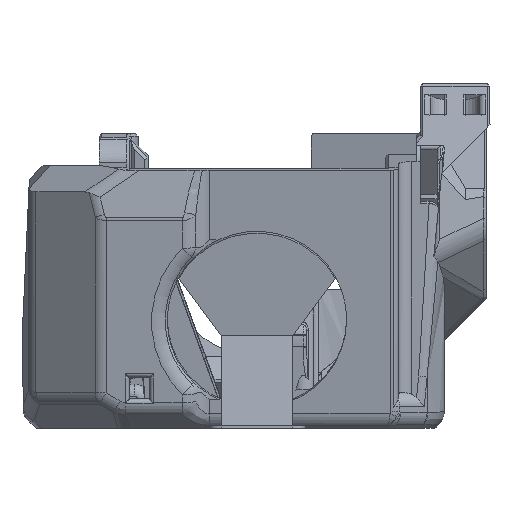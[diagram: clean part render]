
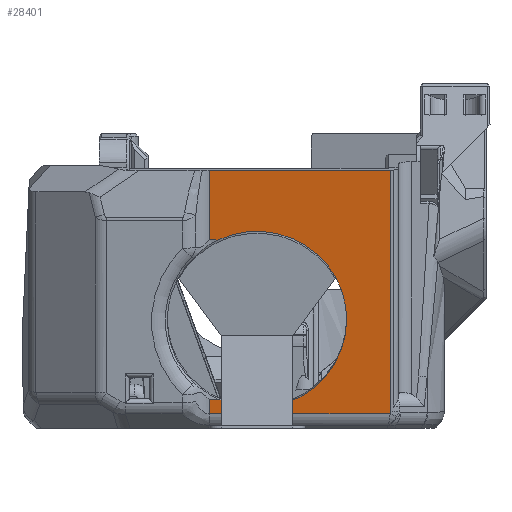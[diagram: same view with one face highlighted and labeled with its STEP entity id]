
A CAD part, left-side view. The second image highlights one B-rep face of the part: STEP entity #28401.
In plain terms, the highlighted planar face has unit normal (-0.985, 0, -0.174).
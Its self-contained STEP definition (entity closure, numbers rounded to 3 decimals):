
#639=ELLIPSE('',#30650,1.92,1.);
#1246=B_SPLINE_CURVE_WITH_KNOTS('',3,(#48675,#48676,#48677,#48678),
 .UNSPECIFIED.,.F.,.F.,(4,4),(0.,0.001),.UNSPECIFIED.);
#1254=B_SPLINE_CURVE_WITH_KNOTS('',3,(#48827,#48828,#48829,#48830),
 .UNSPECIFIED.,.F.,.F.,(4,4),(0.,0.001),.UNSPECIFIED.);
#2135=CIRCLE('',#30651,14.);
#7012=ORIENTED_EDGE('',*,*,#13899,.T.);
#7013=ORIENTED_EDGE('',*,*,#13965,.T.);
#7014=ORIENTED_EDGE('',*,*,#13963,.F.);
#7015=ORIENTED_EDGE('',*,*,#13966,.F.);
#7016=ORIENTED_EDGE('',*,*,#13967,.T.);
#7017=ORIENTED_EDGE('',*,*,#13968,.T.);
#7018=ORIENTED_EDGE('',*,*,#13969,.T.);
#7019=ORIENTED_EDGE('',*,*,#13902,.T.);
#7020=ORIENTED_EDGE('',*,*,#13900,.T.);
#13899=EDGE_CURVE('',#17458,#17530,#19891,.T.);
#13900=EDGE_CURVE('',#17531,#17458,#19892,.F.);
#13902=EDGE_CURVE('',#17532,#17531,#1246,.T.);
#13963=EDGE_CURVE('',#17573,#17574,#19936,.F.);
#13965=EDGE_CURVE('',#17530,#17574,#639,.F.);
#13966=EDGE_CURVE('',#17575,#17573,#19937,.T.);
#13967=EDGE_CURVE('',#17575,#17576,#19938,.F.);
#13968=EDGE_CURVE('',#17576,#17577,#1254,.F.);
#13969=EDGE_CURVE('',#17577,#17532,#2135,.T.);
#17458=VERTEX_POINT('',#48392);
#17530=VERTEX_POINT('',#48642);
#17531=VERTEX_POINT('',#48646);
#17532=VERTEX_POINT('',#48679);
#17573=VERTEX_POINT('',#48817);
#17574=VERTEX_POINT('',#48819);
#17575=VERTEX_POINT('',#48824);
#17576=VERTEX_POINT('',#48826);
#17577=VERTEX_POINT('',#48831);
#19891=LINE('',#48643,#22272);
#19892=LINE('',#48645,#22273);
#19936=LINE('',#48818,#22317);
#19937=LINE('',#48823,#22318);
#19938=LINE('',#48825,#22319);
#22272=VECTOR('',#35646,1000.);
#22273=VECTOR('',#35649,1000.);
#22317=VECTOR('',#35741,1000.);
#22318=VECTOR('',#35748,1000.);
#22319=VECTOR('',#35749,1000.);
#24054=EDGE_LOOP('',(#7012,#7013,#7014,#7015,#7016,#7017,#7018,#7019,#7020));
#25830=FACE_BOUND('',#24054,.T.);
#27235=PLANE('',#30649);
#28401=ADVANCED_FACE('',(#25830),#27235,.F.);
#30649=AXIS2_PLACEMENT_3D('',#48821,#35744,#35745);
#30650=AXIS2_PLACEMENT_3D('',#48822,#35746,#35747);
#30651=AXIS2_PLACEMENT_3D('',#48832,#35750,#35751);
#35646=DIRECTION('',(0.,-1.,0.));
#35649=DIRECTION('',(-0.174,0.,0.985));
#35741=DIRECTION('',(-0.174,0.,0.985));
#35744=DIRECTION('',(0.985,0.,0.174));
#35745=DIRECTION('',(-0.174,0.,0.985));
#35746=DIRECTION('',(0.985,0.,0.174));
#35747=DIRECTION('',(0.126,-0.686,-0.716));
#35748=DIRECTION('',(0.,-1.,0.));
#35749=DIRECTION('',(-0.174,0.,0.985));
#35750=DIRECTION('',(0.985,0.,0.174));
#35751=DIRECTION('',(-0.174,0.,0.985));
#48392=CARTESIAN_POINT('',(-27.864,12.27,2.262));
#48642=CARTESIAN_POINT('',(-27.864,-15.951,2.262));
#48643=CARTESIAN_POINT('',(-27.864,-14.655,2.262));
#48645=CARTESIAN_POINT('',(-31.185,12.27,21.099));
#48646=CARTESIAN_POINT('',(-28.255,12.27,4.482));
#48675=CARTESIAN_POINT('',(-28.27,10.952,4.562));
#48676=CARTESIAN_POINT('',(-28.27,11.393,4.564));
#48677=CARTESIAN_POINT('',(-28.265,11.833,4.537));
#48678=CARTESIAN_POINT('',(-28.255,12.27,4.482));
#48679=CARTESIAN_POINT('',(-28.27,10.952,4.562));
#48817=CARTESIAN_POINT('',(-34.572,-16.002,40.304));
#48818=CARTESIAN_POINT('',(-7.663,-16.002,-112.301));
#48819=CARTESIAN_POINT('',(-27.916,-16.002,2.558));
#48821=CARTESIAN_POINT('',(-31.185,24.853,21.099));
#48822=CARTESIAN_POINT('',(-28.071,-14.497,3.435));
#48823=CARTESIAN_POINT('',(-34.572,24.853,40.304));
#48824=CARTESIAN_POINT('',(-34.572,12.27,40.304));
#48825=CARTESIAN_POINT('',(-31.185,12.27,21.099));
#48826=CARTESIAN_POINT('',(-32.66,12.27,29.463));
#48827=CARTESIAN_POINT('',(-32.646,10.952,29.383));
#48828=CARTESIAN_POINT('',(-32.646,11.393,29.381));
#48829=CARTESIAN_POINT('',(-32.651,11.833,29.409));
#48830=CARTESIAN_POINT('',(-32.66,12.27,29.463));
#48831=CARTESIAN_POINT('',(-32.646,10.952,29.383));
#48832=CARTESIAN_POINT('',(-30.458,4.853,16.973));
